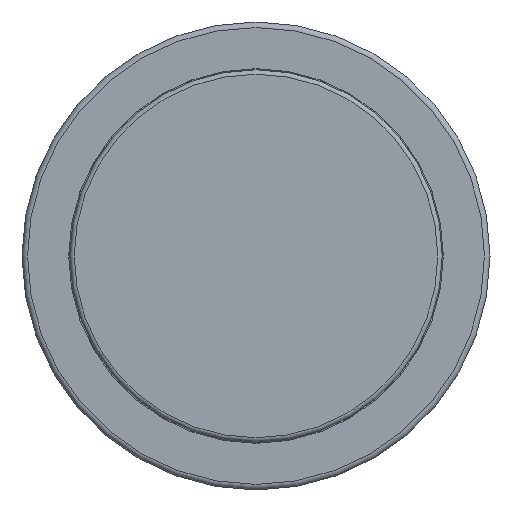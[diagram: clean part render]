
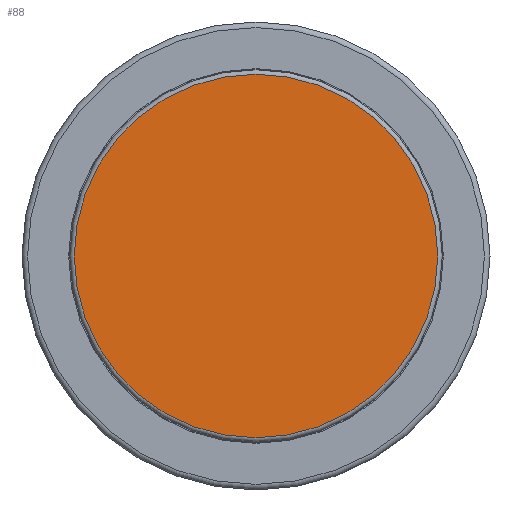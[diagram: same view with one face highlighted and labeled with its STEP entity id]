
A CAD part, top view. The second image highlights one B-rep face of the part: STEP entity #88.
In plain terms, the highlighted planar face has unit normal (0, 0, 1).
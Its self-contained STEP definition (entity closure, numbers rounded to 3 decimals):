
#88 = ADVANCED_FACE( '', ( #193 ), #194, .F. );
#193 = FACE_OUTER_BOUND( '', #304, .T. );
#194 = PLANE( '', #305 );
#304 = EDGE_LOOP( '', ( #447 ) );
#305 = AXIS2_PLACEMENT_3D( '', #448, #449, #450 );
#447 = ORIENTED_EDGE( '', *, *, #518, .T. );
#448 = CARTESIAN_POINT( '', ( 0., 8.35, 0. ) );
#449 = DIRECTION( '', ( 0., 0., -1. ) );
#450 = DIRECTION( '', ( -1., 0., 0. ) );
#518 = EDGE_CURVE( '', #586, #586, #587, .F. );
#586 = VERTEX_POINT( '', #660 );
#587 = CIRCLE( '', #661, 8.15 );
#660 = CARTESIAN_POINT( '', ( -8.15, 0., 0. ) );
#661 = AXIS2_PLACEMENT_3D( '', #740, #741, #742 );
#740 = CARTESIAN_POINT( '', ( 0., 0., 0. ) );
#741 = DIRECTION( '', ( 0., 0., -1. ) );
#742 = DIRECTION( '', ( -1., 0., 0. ) );
